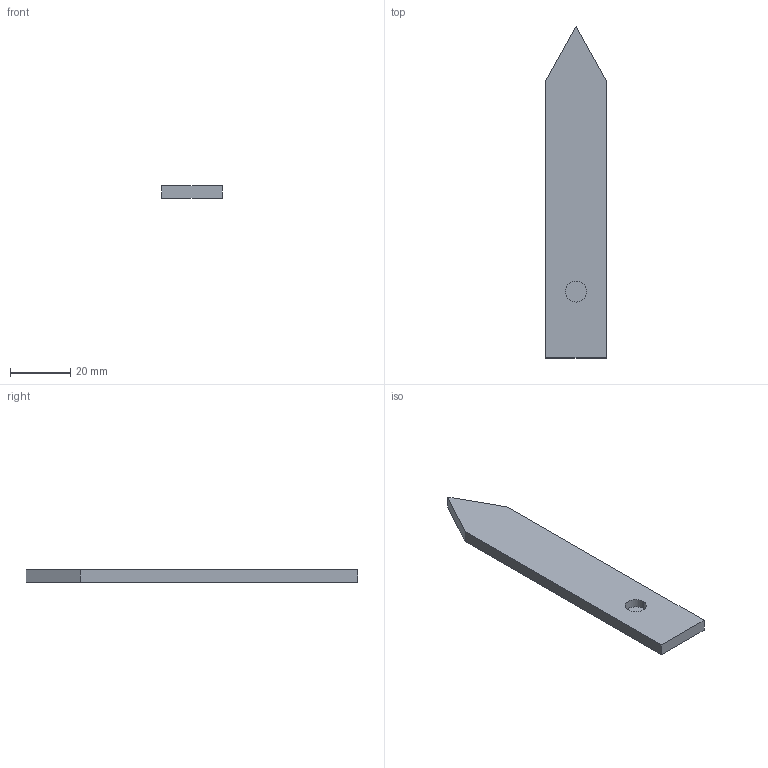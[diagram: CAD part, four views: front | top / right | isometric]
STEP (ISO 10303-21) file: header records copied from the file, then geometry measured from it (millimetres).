
FILE_DESCRIPTION (( 'STEP AP203' ), '1' );
FILE_NAME ('FrontSegment_Standard_sldprt.STEP', '2023-04-06T20:47:14', ( 'paola' ), ( '' ), 'SwSTEP 2.0', 'SolidWorks 2021', '' );
FILE_SCHEMA (( 'CONFIG_CONTROL_DESIGN' ));
Length unit declared in the file: millimetre
Products named in the file (1): FrontSegment_Standard_sldprt
Bounding box: 20 x 110 x 4 mm (x, y, z)
Volume: 7964.5 mm3; surface area: 5086.7 mm2
Topology: 1 solids, 1 shells, 10 faces, 21 edges, 14 vertices
Faces by surface type: plane 8, cylinder 2
Entity records: 346 total; most frequent: DIRECTION 47, CARTESIAN_POINT 46, ORIENTED_EDGE 42, EDGE_CURVE 21, VECTOR 17, LINE 17, AXIS2_PLACEMENT_3D 15, VERTEX_POINT 14
